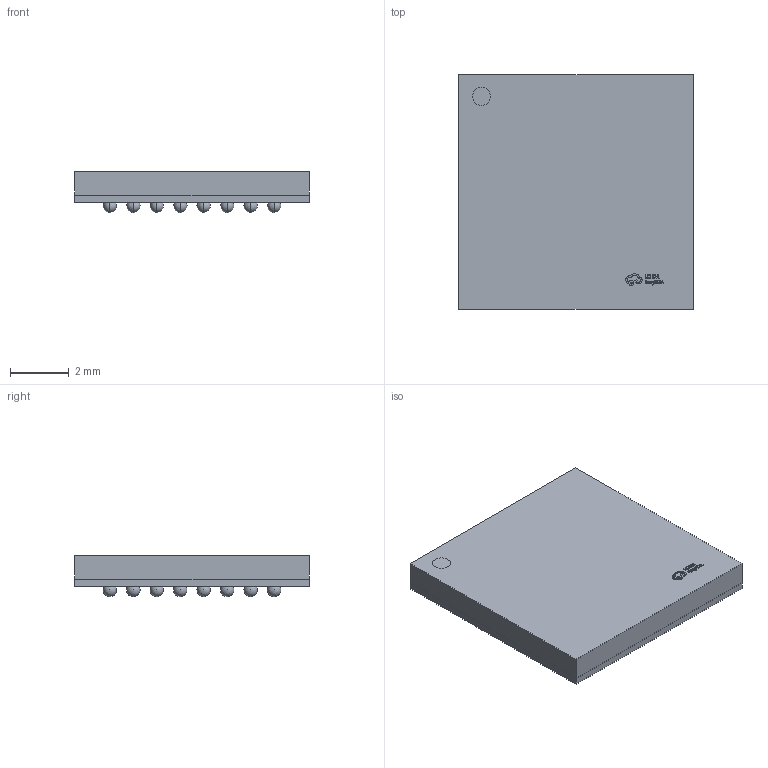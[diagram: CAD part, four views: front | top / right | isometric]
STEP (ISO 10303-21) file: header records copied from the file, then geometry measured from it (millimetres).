
FILE_DESCRIPTION (( 'STEP AP214' ), '1' );
FILE_NAME ('NFBGA-64_L8.0-W8.0-R8-C8-P0.80-TL.step', '2022-06-22T15:14:14', ( '' ), ( '' ), 'SwSTEP 2.0', 'SolidWorks 2020', '' );
FILE_SCHEMA (( 'AUTOMOTIVE_DESIGN' ));
Length unit declared in the file: millimetre
Products named in the file (1): NFBGA-64_L8.0-W8.0-R8-C8-P0.80-TL
Bounding box: 8 x 8 x 1.41 mm (x, y, z)
Volume: 69.4 mm3; surface area: 315.4 mm2
Topology: 2 solids, 2 shells, 430 faces, 1386 edges, 924 vertices
Faces by surface type: plane 188, sphere 128, bspline 112, cylinder 2
Entity records: 18907 total; most frequent: CARTESIAN_POINT 4333, ORIENTED_EDGE 2132, DIRECTION 1736, EDGE_CURVE 1066, VERTEX_POINT 732, AXIS2_PLACEMENT_3D 579, VECTOR 578, LINE 578
